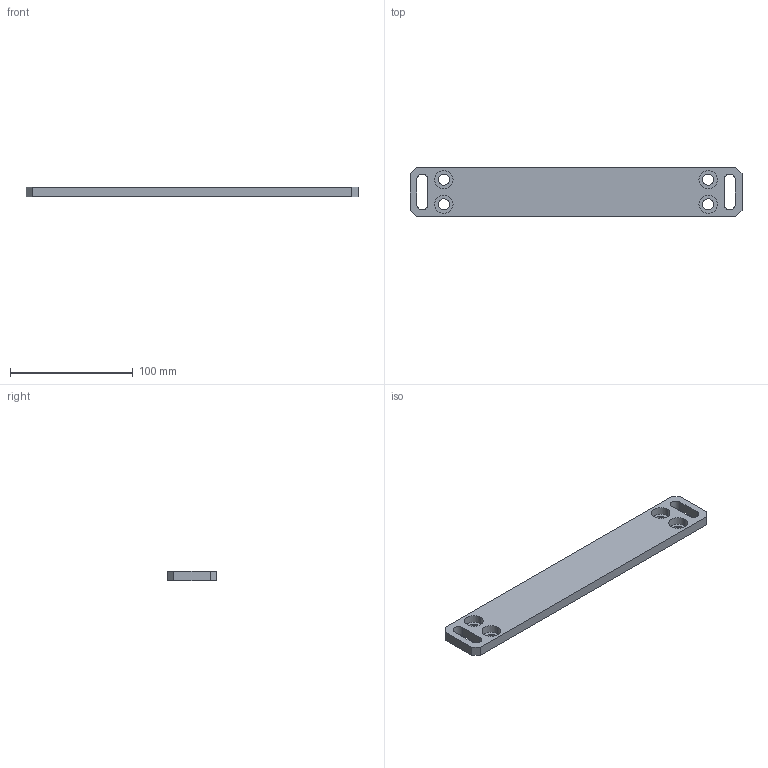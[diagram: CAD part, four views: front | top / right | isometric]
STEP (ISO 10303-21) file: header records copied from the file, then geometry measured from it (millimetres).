
FILE_DESCRIPTION (( 'STEP AP214' ), '1' );
FILE_NAME ('6940080', '2019-02-01T13:40:51', ( '' ), ('JUGARD+KÜNSTNER GmbH'), 'SwSTEP 2.0', 'SolidWorks 2017', '' );
FILE_SCHEMA (( 'AUTOMOTIVE_DESIGN' ));
Length unit declared in the file: millimetre
Products named in the file (1): 6940080_CNAJF00
Bounding box: 270 x 40 x 8 mm (x, y, z)
Volume: 77125.8 mm3; surface area: 27370.1 mm2
Topology: 1 solids, 1 shells, 38 faces, 96 edges, 64 vertices
Faces by surface type: cylinder 20, plane 18
Entity records: 1218 total; most frequent: DIRECTION 214, CARTESIAN_POINT 199, ORIENTED_EDGE 192, EDGE_CURVE 96, AXIS2_PLACEMENT_3D 79, VERTEX_POINT 64, LINE 56, VECTOR 56
